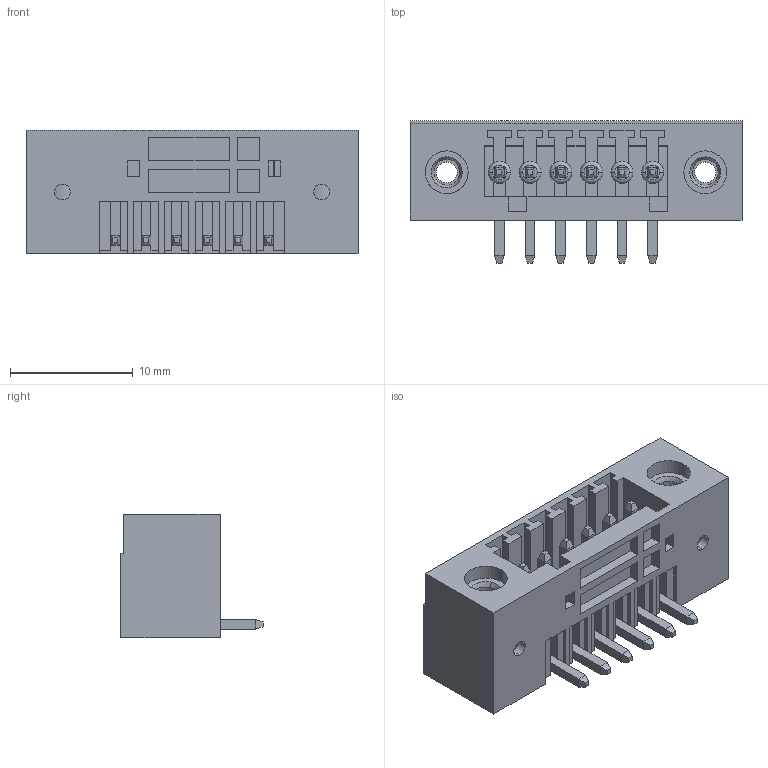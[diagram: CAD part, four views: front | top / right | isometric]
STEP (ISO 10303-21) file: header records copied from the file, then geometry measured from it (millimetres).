
FILE_DESCRIPTION(('STEP AP242'),'1');
FILE_NAME('691382040006.stp','2023-08-18T05:49:43',('TraceParts'),('TraceParts S.A.'),'Spatial InterOp 3D',' ',' ');
FILE_SCHEMA(('AP242_MANAGED_MODEL_BASED_3D_ENGINEERING_MIM_LF {1 0 10303 442 1 1 4}'));
Length unit declared in the file: millimetre
Products named in the file (1): 691382040006_1
Bounding box: 27.1 x 11.6 x 10.1 mm (x, y, z)
Volume: 1297 mm3; surface area: 3242.9 mm2
Topology: 9 solids, 9 shells, 528 faces, 1411 edges, 914 vertices
Faces by surface type: plane 464, cylinder 48, torus 12, cone 4
Entity records: 20481 total; most frequent: CARTESIAN_POINT 2862, ORIENTED_EDGE 2822, DIRECTION 2643, EDGE_CURVE 1411, LINE 1253, VECTOR 1253, VERTEX_POINT 914, AXIS2_PLACEMENT_3D 695
